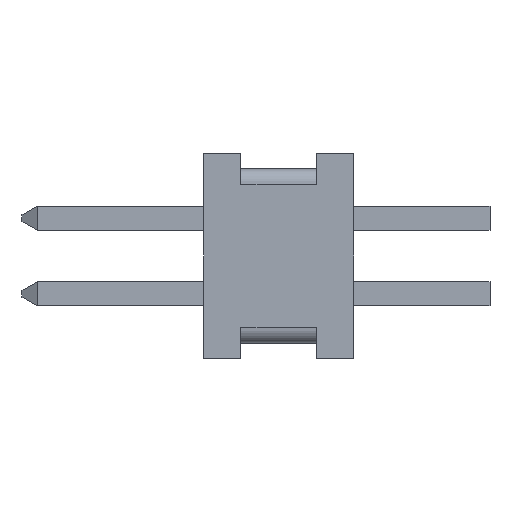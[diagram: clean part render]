
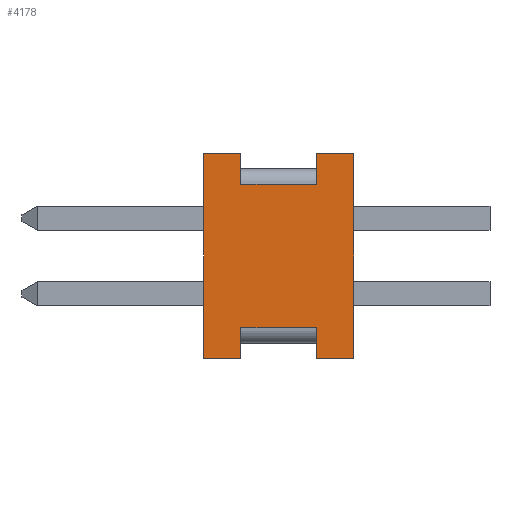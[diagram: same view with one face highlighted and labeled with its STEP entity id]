
A CAD part, left-side view. The second image highlights one B-rep face of the part: STEP entity #4178.
In plain terms, the highlighted planar face has unit normal (-1, 0, 0).
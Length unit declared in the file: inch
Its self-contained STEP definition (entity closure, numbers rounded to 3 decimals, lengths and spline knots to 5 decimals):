
#58 = VERTEX_POINT ( 'NONE', #5565 ) ;
#337 = CARTESIAN_POINT ( 'NONE',  ( -0.175, 0.099, 0.0675 ) ) ;
#403 = CARTESIAN_POINT ( 'NONE',  ( -0.175, 0.0245, 0.0675 ) ) ;
#450 = VECTOR ( 'NONE', #8425, 39.37008 ) ;
#492 = CARTESIAN_POINT ( 'NONE',  ( -0.175, 0.099, 0.0475 ) ) ;
#499 = DIRECTION ( 'NONE',  ( 0., -1., 0. ) ) ;
#534 = DIRECTION ( 'NONE',  ( 0., 0., 1. ) ) ;
#586 = DIRECTION ( 'NONE',  ( 0., -1., 0. ) ) ;
#637 = LINE ( 'NONE', #11059, #450 ) ;
#669 = DIRECTION ( 'NONE',  ( 0., -1., 0. ) ) ;
#689 = CARTESIAN_POINT ( 'NONE',  ( -0.175, 0.0245, 0.0675 ) ) ;
#842 = VECTOR ( 'NONE', #2822, 39.37008 ) ;
#939 = CARTESIAN_POINT ( 'NONE',  ( -0.175, 0., -0.0675 ) ) ;
#1119 = VERTEX_POINT ( 'NONE', #5184 ) ;
#1591 = DIRECTION ( 'NONE',  ( 1., 0., 0. ) ) ;
#1718 = ORIENTED_EDGE ( 'NONE', *, *, #1814, .T. ) ;
#1814 = EDGE_CURVE ( 'NONE', #7512, #3625, #2845, .T. ) ;
#1980 = ORIENTED_EDGE ( 'NONE', *, *, #13404, .T. ) ;
#2263 = EDGE_CURVE ( 'NONE', #2828, #12398, #13672, .T. ) ;
#2787 = VECTOR ( 'NONE', #499, 39.37008 ) ;
#2794 = ORIENTED_EDGE ( 'NONE', *, *, #5285, .T. ) ;
#2822 = DIRECTION ( 'NONE',  ( 0., 0., 1. ) ) ;
#2828 = VERTEX_POINT ( 'NONE', #8089 ) ;
#2845 = LINE ( 'NONE', #689, #11272 ) ;
#2925 = CARTESIAN_POINT ( 'NONE',  ( -0.175, 0.099, -0.0675 ) ) ;
#2941 = AXIS2_PLACEMENT_3D ( 'NONE', #337, #1591, #13546 ) ;
#3248 = LINE ( 'NONE', #492, #8676 ) ;
#3625 = VERTEX_POINT ( 'NONE', #8845 ) ;
#3705 = ORIENTED_EDGE ( 'NONE', *, *, #7840, .T. ) ;
#3873 = CARTESIAN_POINT ( 'NONE',  ( -0.175, 0.0745, -0.0675 ) ) ;
#4088 = ORIENTED_EDGE ( 'NONE', *, *, #7385, .F. ) ;
#4178 = ADVANCED_FACE ( 'NONE', ( #12813 ), #10010, .F. ) ;
#4212 = VERTEX_POINT ( 'NONE', #3873 ) ;
#4317 = VECTOR ( 'NONE', #14321, 39.37008 ) ;
#4367 = CARTESIAN_POINT ( 'NONE',  ( -0.175, 0.0245, -0.0675 ) ) ;
#4676 = LINE ( 'NONE', #12323, #9951 ) ;
#4699 = CARTESIAN_POINT ( 'NONE',  ( -0.175, 0., 0.0675 ) ) ;
#4919 = EDGE_CURVE ( 'NONE', #3625, #13323, #3248, .T. ) ;
#5048 = LINE ( 'NONE', #11921, #4317 ) ;
#5184 = CARTESIAN_POINT ( 'NONE',  ( -0.175, 0.0745, -0.0475 ) ) ;
#5195 = LINE ( 'NONE', #8877, #2787 ) ;
#5285 = EDGE_CURVE ( 'NONE', #7517, #4212, #8743, .T. ) ;
#5466 = LINE ( 'NONE', #6706, #5661 ) ;
#5489 = CARTESIAN_POINT ( 'NONE',  ( -0.175, 0.099, 0.0675 ) ) ;
#5565 = CARTESIAN_POINT ( 'NONE',  ( -0.175, 0.0745, 0.0675 ) ) ;
#5661 = VECTOR ( 'NONE', #8903, 39.37008 ) ;
#6027 = CARTESIAN_POINT ( 'NONE',  ( -0.175, 0.099, 0.0675 ) ) ;
#6130 = VECTOR ( 'NONE', #14457, 39.37008 ) ;
#6367 = EDGE_CURVE ( 'NONE', #13696, #13221, #15417, .T. ) ;
#6706 = CARTESIAN_POINT ( 'NONE',  ( -0.175, 0.099, 0.0675 ) ) ;
#6992 = EDGE_CURVE ( 'NONE', #7517, #11420, #5466, .T. ) ;
#7304 = ORIENTED_EDGE ( 'NONE', *, *, #6992, .F. ) ;
#7385 = EDGE_CURVE ( 'NONE', #7512, #13221, #637, .T. ) ;
#7512 = VERTEX_POINT ( 'NONE', #403 ) ;
#7517 = VERTEX_POINT ( 'NONE', #2925 ) ;
#7828 = ORIENTED_EDGE ( 'NONE', *, *, #12133, .T. ) ;
#7840 = EDGE_CURVE ( 'NONE', #13323, #58, #5048, .T. ) ;
#8016 = DIRECTION ( 'NONE',  ( 0., 0., -1. ) ) ;
#8036 = VECTOR ( 'NONE', #586, 39.37008 ) ;
#8089 = CARTESIAN_POINT ( 'NONE',  ( -0.175, 0.0245, -0.0475 ) ) ;
#8158 = EDGE_LOOP ( 'NONE', ( #14075, #3705, #13989, #7304, #2794, #7828, #15011, #9639, #1980, #11959, #4088, #1718 ) ) ;
#8319 = EDGE_CURVE ( 'NONE', #11420, #58, #11585, .T. ) ;
#8425 = DIRECTION ( 'NONE',  ( 0., -1., 0. ) ) ;
#8676 = VECTOR ( 'NONE', #13581, 39.37008 ) ;
#8743 = LINE ( 'NONE', #14506, #6130 ) ;
#8845 = CARTESIAN_POINT ( 'NONE',  ( -0.175, 0.0245, 0.0475 ) ) ;
#8877 = CARTESIAN_POINT ( 'NONE',  ( -0.175, 0.099, -0.0675 ) ) ;
#8903 = DIRECTION ( 'NONE',  ( 0., 0., 1. ) ) ;
#8947 = VECTOR ( 'NONE', #669, 39.37008 ) ;
#9639 = ORIENTED_EDGE ( 'NONE', *, *, #2263, .T. ) ;
#9844 = CARTESIAN_POINT ( 'NONE',  ( -0.175, 0.0745, 0.0475 ) ) ;
#9951 = VECTOR ( 'NONE', #534, 39.37008 ) ;
#10001 = CARTESIAN_POINT ( 'NONE',  ( -0.175, 0., 0.0675 ) ) ;
#10010 = PLANE ( 'NONE',  #2941 ) ;
#10204 = DIRECTION ( 'NONE',  ( 0., 0., -1. ) ) ;
#11059 = CARTESIAN_POINT ( 'NONE',  ( -0.175, 0.099, 0.0675 ) ) ;
#11083 = VECTOR ( 'NONE', #8016, 39.37008 ) ;
#11272 = VECTOR ( 'NONE', #10204, 39.37008 ) ;
#11420 = VERTEX_POINT ( 'NONE', #6027 ) ;
#11585 = LINE ( 'NONE', #5489, #8947 ) ;
#11921 = CARTESIAN_POINT ( 'NONE',  ( -0.175, 0.0745, 0.0675 ) ) ;
#11959 = ORIENTED_EDGE ( 'NONE', *, *, #6367, .T. ) ;
#12133 = EDGE_CURVE ( 'NONE', #4212, #1119, #4676, .T. ) ;
#12323 = CARTESIAN_POINT ( 'NONE',  ( -0.175, 0.0745, -0.0675 ) ) ;
#12329 = EDGE_CURVE ( 'NONE', #1119, #2828, #13101, .T. ) ;
#12398 = VERTEX_POINT ( 'NONE', #4367 ) ;
#12619 = CARTESIAN_POINT ( 'NONE',  ( -0.175, 0.0245, -0.0675 ) ) ;
#12813 = FACE_OUTER_BOUND ( 'NONE', #8158, .T. ) ;
#13101 = LINE ( 'NONE', #13833, #8036 ) ;
#13221 = VERTEX_POINT ( 'NONE', #4699 ) ;
#13323 = VERTEX_POINT ( 'NONE', #9844 ) ;
#13404 = EDGE_CURVE ( 'NONE', #12398, #13696, #5195, .T. ) ;
#13546 = DIRECTION ( 'NONE',  ( 0., 0., -1. ) ) ;
#13581 = DIRECTION ( 'NONE',  ( 0., 1., 0. ) ) ;
#13672 = LINE ( 'NONE', #12619, #11083 ) ;
#13696 = VERTEX_POINT ( 'NONE', #939 ) ;
#13833 = CARTESIAN_POINT ( 'NONE',  ( -0.175, 0.099, -0.0475 ) ) ;
#13989 = ORIENTED_EDGE ( 'NONE', *, *, #8319, .F. ) ;
#14075 = ORIENTED_EDGE ( 'NONE', *, *, #4919, .T. ) ;
#14321 = DIRECTION ( 'NONE',  ( 0., 0., 1. ) ) ;
#14457 = DIRECTION ( 'NONE',  ( 0., -1., 0. ) ) ;
#14506 = CARTESIAN_POINT ( 'NONE',  ( -0.175, 0.099, -0.0675 ) ) ;
#15011 = ORIENTED_EDGE ( 'NONE', *, *, #12329, .T. ) ;
#15417 = LINE ( 'NONE', #10001, #842 ) ;
